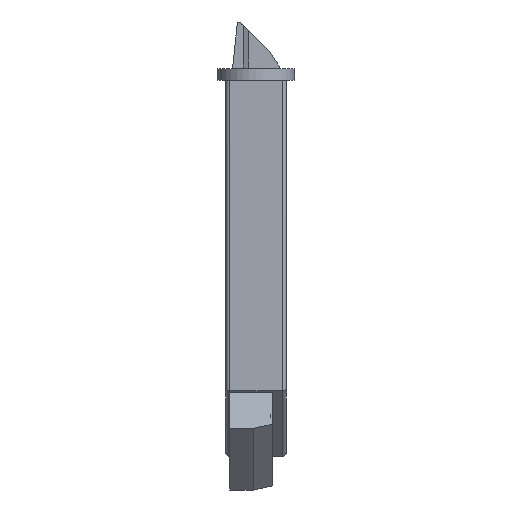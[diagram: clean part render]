
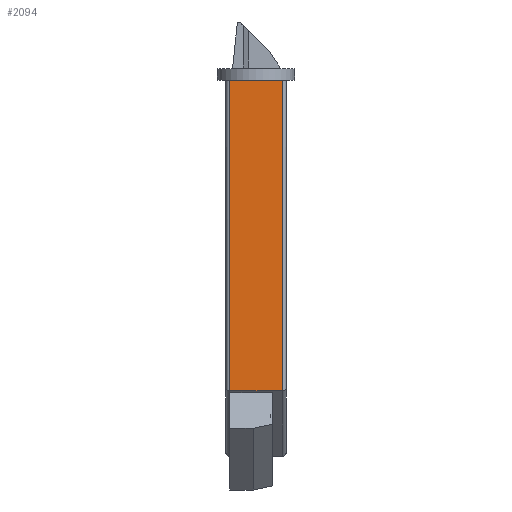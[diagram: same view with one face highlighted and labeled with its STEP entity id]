
A CAD part, front view. The second image highlights one B-rep face of the part: STEP entity #2094.
In plain terms, the highlighted planar face has unit normal (0, -1, 0).
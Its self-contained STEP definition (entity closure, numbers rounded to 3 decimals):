
#156 = VERTEX_POINT ( 'NONE', #2635 ) ;
#675 = ORIENTED_EDGE ( 'NONE', *, *, #5678, .T. ) ;
#678 = VECTOR ( 'NONE', #3464, 1000. ) ;
#856 = PLANE ( 'NONE',  #5912 ) ;
#863 = CARTESIAN_POINT ( 'NONE',  ( 7.75, -108., -13. ) ) ;
#1277 = CARTESIAN_POINT ( 'NONE',  ( 6.75, -108., 67. ) ) ;
#1518 = CARTESIAN_POINT ( 'NONE',  ( -6.75, -108., -13. ) ) ;
#1624 = CARTESIAN_POINT ( 'NONE',  ( 7.75, -108., -13. ) ) ;
#1863 = VERTEX_POINT ( 'NONE', #2769 ) ;
#2094 = ADVANCED_FACE ( 'NONE', ( #6909 ), #856, .F. ) ;
#2149 = ORIENTED_EDGE ( 'NONE', *, *, #5103, .T. ) ;
#2157 = LINE ( 'NONE', #8228, #4318 ) ;
#2215 = LINE ( 'NONE', #863, #678 ) ;
#2238 = DIRECTION ( 'NONE',  ( 0., 0., -1. ) ) ;
#2489 = CARTESIAN_POINT ( 'NONE',  ( 6.75, -108., -13. ) ) ;
#2635 = CARTESIAN_POINT ( 'NONE',  ( -6.75, -108., 67. ) ) ;
#2769 = CARTESIAN_POINT ( 'NONE',  ( -6.75, -108., -13. ) ) ;
#3464 = DIRECTION ( 'NONE',  ( -1., 0., 0. ) ) ;
#3501 = DIRECTION ( 'NONE',  ( 0., 1., 0. ) ) ;
#3931 = ORIENTED_EDGE ( 'NONE', *, *, #8305, .T. ) ;
#4315 = ORIENTED_EDGE ( 'NONE', *, *, #5466, .F. ) ;
#4318 = VECTOR ( 'NONE', #6215, 1000. ) ;
#4450 = CARTESIAN_POINT ( 'NONE',  ( 7.75, -108., 67. ) ) ;
#5103 = EDGE_CURVE ( 'NONE', #156, #1863, #8484, .T. ) ;
#5466 = EDGE_CURVE ( 'NONE', #7392, #1863, #2215, .T. ) ;
#5678 = EDGE_CURVE ( 'NONE', #8679, #156, #7840, .T. ) ;
#5912 = AXIS2_PLACEMENT_3D ( 'NONE', #1624, #3501, #6226 ) ;
#6215 = DIRECTION ( 'NONE',  ( 0., 0., 1. ) ) ;
#6226 = DIRECTION ( 'NONE',  ( 0., 0., 1. ) ) ;
#6499 = DIRECTION ( 'NONE',  ( -1., 0., 0. ) ) ;
#6795 = VECTOR ( 'NONE', #2238, 1000. ) ;
#6909 = FACE_OUTER_BOUND ( 'NONE', #8493, .T. ) ;
#7129 = VECTOR ( 'NONE', #6499, 1000. ) ;
#7392 = VERTEX_POINT ( 'NONE', #2489 ) ;
#7840 = LINE ( 'NONE', #4450, #7129 ) ;
#8228 = CARTESIAN_POINT ( 'NONE',  ( 6.75, -108., -13. ) ) ;
#8305 = EDGE_CURVE ( 'NONE', #7392, #8679, #2157, .T. ) ;
#8484 = LINE ( 'NONE', #1518, #6795 ) ;
#8493 = EDGE_LOOP ( 'NONE', ( #675, #2149, #4315, #3931 ) ) ;
#8679 = VERTEX_POINT ( 'NONE', #1277 ) ;
